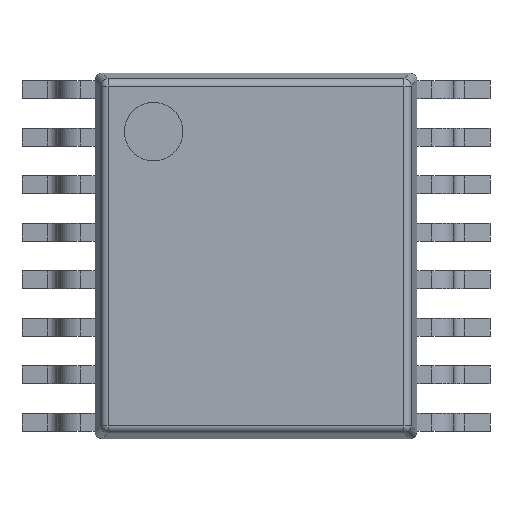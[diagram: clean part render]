
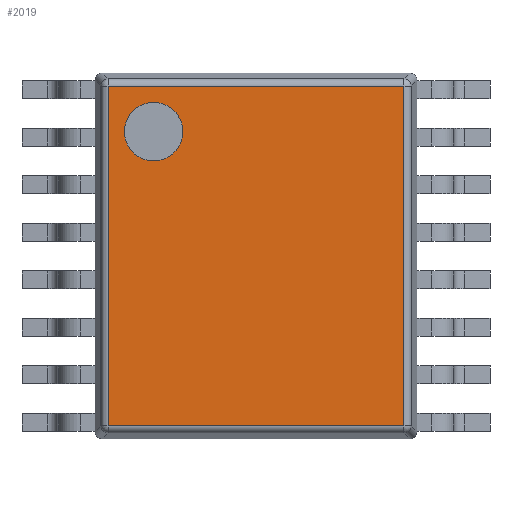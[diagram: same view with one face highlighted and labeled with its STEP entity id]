
A CAD part, top view. The second image highlights one B-rep face of the part: STEP entity #2019.
In plain terms, the highlighted face is planar.
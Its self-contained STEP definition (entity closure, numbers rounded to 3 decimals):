
#770=CARTESIAN_POINT('',(-1.4,0.45,-1.7));
#771=DIRECTION('',(0.,-1.,0.));
#772=DIRECTION('',(1.,0.,0.));
#773=AXIS2_PLACEMENT_3D('',#770,#771,#772);
#778=CARTESIAN_POINT('',(-1.4,0.45,-1.7));
#779=DIRECTION('',(0.,-1.,0.));
#780=DIRECTION('',(-1.,0.,0.));
#781=AXIS2_PLACEMENT_3D('',#778,#779,#780);
#786=DIRECTION('',(0.,0.,1.));
#787=VECTOR('',#786,4.647);
#788=CARTESIAN_POINT('',(-2.023,0.45,-2.323));
#789=LINE('',#788,#787);
#793=DIRECTION('',(-1.,0.,0.));
#794=VECTOR('',#793,4.047);
#795=CARTESIAN_POINT('',(2.023,0.45,-2.323));
#796=LINE('',#795,#794);
#800=DIRECTION('',(0.,0.,-1.));
#801=VECTOR('',#800,4.647);
#802=CARTESIAN_POINT('',(2.023,0.45,2.323));
#803=LINE('',#802,#801);
#807=DIRECTION('',(1.,0.,0.));
#808=VECTOR('',#807,4.047);
#809=CARTESIAN_POINT('',(-2.023,0.45,2.323));
#810=LINE('',#809,#808);
#1261=CARTESIAN_POINT('',(-1.,0.45,-1.7));
#1262=CARTESIAN_POINT('',(-1.8,0.45,-1.7));
#1263=VERTEX_POINT('',#1261);
#1264=VERTEX_POINT('',#1262);
#1277=CARTESIAN_POINT('',(-2.023,0.45,-2.323));
#1278=CARTESIAN_POINT('',(-2.023,0.45,2.323));
#1279=VERTEX_POINT('',#1277);
#1280=VERTEX_POINT('',#1278);
#1285=CARTESIAN_POINT('',(2.023,0.45,2.323));
#1286=CARTESIAN_POINT('',(2.023,0.45,-2.323));
#1287=VERTEX_POINT('',#1285);
#1288=VERTEX_POINT('',#1286);
#2002=CARTESIAN_POINT('',(0.,0.45,0.));
#2003=DIRECTION('',(0.,1.,0.));
#2004=DIRECTION('',(1.,0.,0.));
#2005=AXIS2_PLACEMENT_3D('',#2002,#2003,#2004);
#2006=PLANE('',#2005);
#2007=ORIENTED_EDGE('',*,*,#1926,.F.);
#2008=ORIENTED_EDGE('',*,*,#1993,.F.);
#2009=ORIENTED_EDGE('',*,*,#1835,.F.);
#2010=ORIENTED_EDGE('',*,*,#1864,.F.);
#2011=EDGE_LOOP('',(#2007,#2008,#2009,#2010));
#2012=FACE_OUTER_BOUND('',#2011,.F.);
#2014=ORIENTED_EDGE('',*,*,#2013,.F.);
#2016=ORIENTED_EDGE('',*,*,#2015,.F.);
#2017=EDGE_LOOP('',(#2014,#2016));
#2018=FACE_BOUND('',#2017,.F.);
#774=CIRCLE('',#773,0.4);
#782=CIRCLE('',#781,0.4);
#1835=EDGE_CURVE('',#1287,#1288,#803,.T.);
#1864=EDGE_CURVE('',#1280,#1287,#810,.T.);
#1926=EDGE_CURVE('',#1279,#1280,#789,.T.);
#1993=EDGE_CURVE('',#1288,#1279,#796,.T.);
#2013=EDGE_CURVE('',#1263,#1264,#774,.T.);
#2015=EDGE_CURVE('',#1264,#1263,#782,.T.);
#2019=ADVANCED_FACE('',(#2012,#2018),#2006,.T.);
